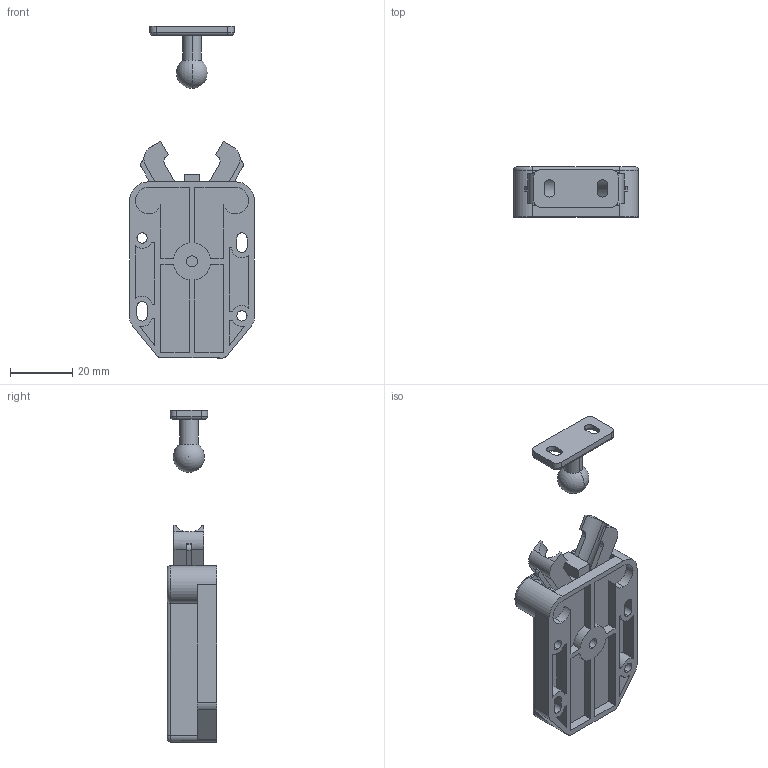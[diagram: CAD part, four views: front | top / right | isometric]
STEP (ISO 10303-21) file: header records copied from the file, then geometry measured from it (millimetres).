
FILE_DESCRIPTION (( 'STEP AP214' ), '1' );
FILE_NAME ('TL_191.STEP', '2015-05-22T00:40:13', ( '' ), ( '' ), 'SwSTEP 2.0', 'SolidWorks 2015', '' );
FILE_SCHEMA (( 'AUTOMOTIVE_DESIGN' ));
Length unit declared in the file: millimetre
Products named in the file (6): roller; leaf spring; keeper; arm; housing; TL_191
Assembly tree (6 placements, depth 2):
  TL_191
    housing
    arm
    keeper
    leaf spring
    roller  x2
Bounding box: 40 x 16 x 106.5 mm (x, y, z)
Volume: 17641.2 mm3; surface area: 16821.6 mm2
Topology: 6 solids, 6 shells, 293 faces, 758 edges, 492 vertices
Faces by surface type: plane 171, cylinder 104, torus 16, sphere 2
Entity records: 8920 total; most frequent: CARTESIAN_POINT 1608, DIRECTION 1517, ORIENTED_EDGE 1454, EDGE_CURVE 727, AXIS2_PLACEMENT_3D 514, LINE 489, VECTOR 489, VERTEX_POINT 473
